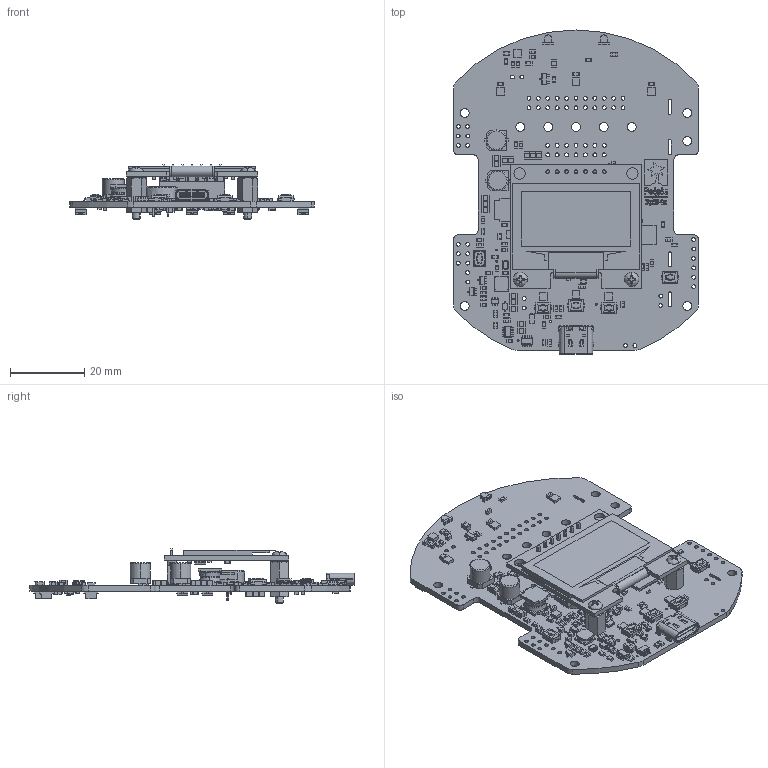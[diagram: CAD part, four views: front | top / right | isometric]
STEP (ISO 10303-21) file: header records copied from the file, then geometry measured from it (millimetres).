
FILE_DESCRIPTION (( 'STEP AP214' ), '1' );
FILE_NAME ('3pi+-2040-control-board.step', '2023-03-14T23:48:57', ( '' ), ( '' ), 'SwSTEP 2.0', 'SolidWorks 2023', '' );
FILE_SCHEMA (( 'AUTOMOTIVE_DESIGN' ));
Length unit declared in the file: millimetre
Products named in the file (1): 3pi+-2040-control-board
Bounding box: 66.04 x 87.36 x 14.59 mm (x, y, z)
Volume: 12106 mm3; surface area: 18515.9 mm2
Topology: 10 solids, 10 shells, 7044 faces, 19248 edges, 12415 vertices
Faces by surface type: plane 5387, cylinder 1282, bspline 226, cone 67, torus 62, sphere 20
Entity records: 306993 total; most frequent: CARTESIAN_POINT 51448, ORIENTED_EDGE 38496, DIRECTION 34044, EDGE_CURVE 19248, VECTOR 15392, LINE 15392, VERTEX_POINT 12415, AXIS2_PLACEMENT_3D 9326
